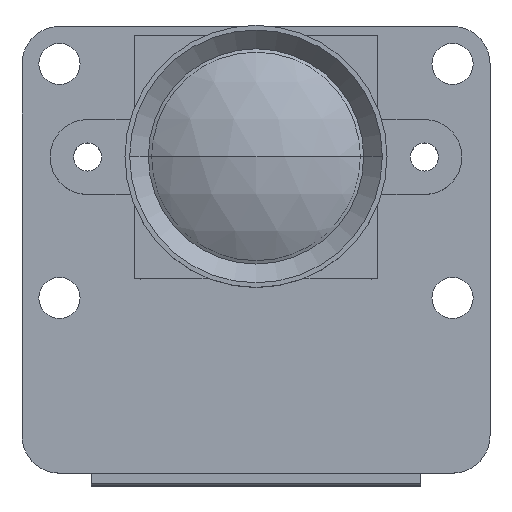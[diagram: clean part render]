
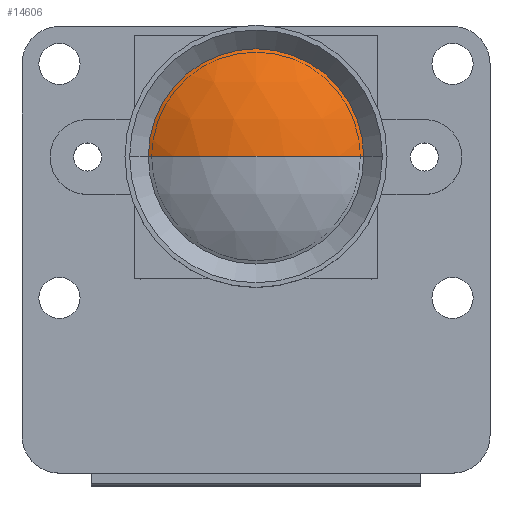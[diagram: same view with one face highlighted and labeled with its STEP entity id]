
A CAD part, top view. The second image highlights one B-rep face of the part: STEP entity #14606.
In plain terms, the highlighted spherical face has radius 10.415 mm.
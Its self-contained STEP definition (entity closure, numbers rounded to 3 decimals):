
#1412 = ORIENTED_EDGE ( 'NONE', *, *, #15414, .T. ) ;
#6307 = AXIS2_PLACEMENT_3D ( 'NONE', #15068, #34246, #67318 ) ;
#6930 = SPHERICAL_SURFACE ( 'NONE', #26603, 10.415 ) ;
#9494 = CARTESIAN_POINT ( 'NONE',  ( 0., 0., 7.817 ) ) ;
#9879 = ORIENTED_EDGE ( 'NONE', *, *, #22618, .T. ) ;
#14606 = ADVANCED_FACE ( 'NONE', ( #55239 ), #6930, .T. ) ;
#14969 = CARTESIAN_POINT ( 'NONE',  ( 0., 0., 7.817 ) ) ;
#15068 = CARTESIAN_POINT ( 'NONE',  ( 0., 0., 16.5 ) ) ;
#15414 = EDGE_CURVE ( 'NONE', #29013, #33362, #61114, .T. ) ;
#15475 = CIRCLE ( 'NONE', #65264, 10.415 ) ;
#21248 = ORIENTED_EDGE ( 'NONE', *, *, #58986, .F. ) ;
#22618 = EDGE_CURVE ( 'NONE', #33362, #52150, #52490, .T. ) ;
#24509 = CARTESIAN_POINT ( 'NONE',  ( 0., 0., 18.231 ) ) ;
#26603 = AXIS2_PLACEMENT_3D ( 'NONE', #73229, #48890, #44524 ) ;
#29013 = VERTEX_POINT ( 'NONE', #68272 ) ;
#33362 = VERTEX_POINT ( 'NONE', #58022 ) ;
#34246 = DIRECTION ( 'NONE',  ( 0., 0., 1. ) ) ;
#40263 = DIRECTION ( 'NONE',  ( 1., 0., 0. ) ) ;
#41032 = EDGE_LOOP ( 'NONE', ( #21248, #1412, #9879 ) ) ;
#44524 = DIRECTION ( 'NONE',  ( -1., 0., 0. ) ) ;
#44618 = DIRECTION ( 'NONE',  ( 0., 0., 1. ) ) ;
#48890 = DIRECTION ( 'NONE',  ( 0., -1., 0. ) ) ;
#52150 = VERTEX_POINT ( 'NONE', #24509 ) ;
#52490 = CIRCLE ( 'NONE', #60104, 10.415 ) ;
#55239 = FACE_OUTER_BOUND ( 'NONE', #41032, .T. ) ;
#58022 = CARTESIAN_POINT ( 'NONE',  ( -5.75, 0., 16.5 ) ) ;
#58210 = DIRECTION ( 'NONE',  ( 0., -1., 0. ) ) ;
#58986 = EDGE_CURVE ( 'NONE', #29013, #52150, #15475, .T. ) ;
#60104 = AXIS2_PLACEMENT_3D ( 'NONE', #14969, #68903, #44618 ) ;
#61114 = CIRCLE ( 'NONE', #6307, 5.75 ) ;
#65264 = AXIS2_PLACEMENT_3D ( 'NONE', #9494, #58210, #40263 ) ;
#67318 = DIRECTION ( 'NONE',  ( 1., 0., 0. ) ) ;
#68272 = CARTESIAN_POINT ( 'NONE',  ( 5.75, 0., 16.5 ) ) ;
#68903 = DIRECTION ( 'NONE',  ( 0., 1., 0. ) ) ;
#73229 = CARTESIAN_POINT ( 'NONE',  ( 0., 0., 7.817 ) ) ;
